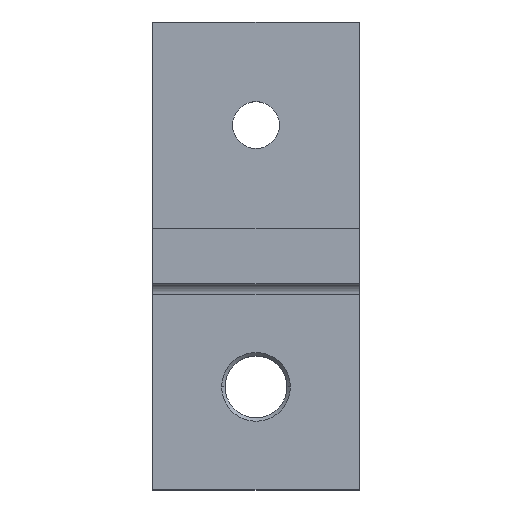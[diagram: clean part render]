
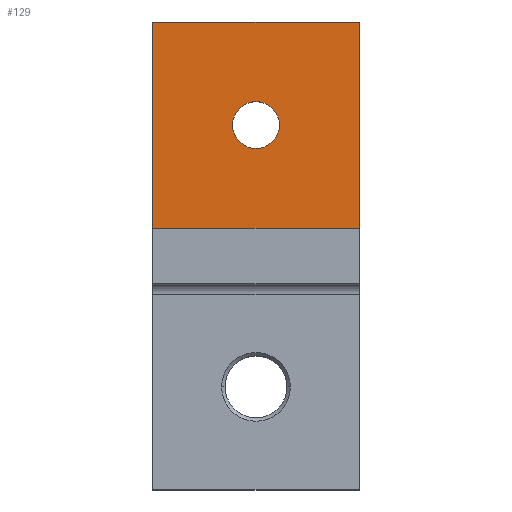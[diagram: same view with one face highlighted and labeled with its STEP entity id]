
A CAD part, top view. The second image highlights one B-rep face of the part: STEP entity #129.
In plain terms, the highlighted planar face has unit normal (0, 0, 1).
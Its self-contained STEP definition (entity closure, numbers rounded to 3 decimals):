
#74 = VERTEX_POINT ( 'NONE', #624 ) ;
#101 = CARTESIAN_POINT ( 'NONE',  ( -3.4, 38., 50.101 ) ) ;
#104 = DIRECTION ( 'NONE',  ( 1., 0., 0. ) ) ;
#117 = CARTESIAN_POINT ( 'NONE',  ( -15., 53., 50.101 ) ) ;
#129 = ADVANCED_FACE ( 'NONE', ( #1055, #1071 ), #1395, .F. ) ;
#130 = VECTOR ( 'NONE', #135, 1000. ) ;
#135 = DIRECTION ( 'NONE',  ( 0., 1., 0. ) ) ;
#173 = CARTESIAN_POINT ( 'NONE',  ( -15., 23., 50.101 ) ) ;
#204 = DIRECTION ( 'NONE',  ( 1., 0., 0. ) ) ;
#207 = DIRECTION ( 'NONE',  ( 0., 0., -1. ) ) ;
#208 = CARTESIAN_POINT ( 'NONE',  ( 0., 38., 50.101 ) ) ;
#243 = CIRCLE ( 'NONE', #1400, 3.4 ) ;
#266 = CARTESIAN_POINT ( 'NONE',  ( 15., 23., 50.101 ) ) ;
#274 = LINE ( 'NONE', #266, #1083 ) ;
#322 = CARTESIAN_POINT ( 'NONE',  ( 3.4, 38., 50.101 ) ) ;
#323 = EDGE_LOOP ( 'NONE', ( #1197, #326 ) ) ;
#326 = ORIENTED_EDGE ( 'NONE', *, *, #1393, .T. ) ;
#333 = DIRECTION ( 'NONE',  ( 0., -1., 0. ) ) ;
#378 = EDGE_CURVE ( 'NONE', #547, #593, #617, .T. ) ;
#521 = CARTESIAN_POINT ( 'NONE',  ( 0., 38., 50.101 ) ) ;
#547 = VERTEX_POINT ( 'NONE', #322 ) ;
#559 = AXIS2_PLACEMENT_3D ( 'NONE', #1332, #1496, #776 ) ;
#593 = VERTEX_POINT ( 'NONE', #101 ) ;
#613 = VECTOR ( 'NONE', #1460, 1000. ) ;
#617 = CIRCLE ( 'NONE', #768, 3.4 ) ;
#624 = CARTESIAN_POINT ( 'NONE',  ( -15., 23., 50.101 ) ) ;
#632 = DIRECTION ( 'NONE',  ( 1., 0., 0. ) ) ;
#649 = ORIENTED_EDGE ( 'NONE', *, *, #1456, .F. ) ;
#722 = VERTEX_POINT ( 'NONE', #1501 ) ;
#747 = ORIENTED_EDGE ( 'NONE', *, *, #806, .F. ) ;
#763 = VERTEX_POINT ( 'NONE', #1311 ) ;
#768 = AXIS2_PLACEMENT_3D ( 'NONE', #521, #1256, #632 ) ;
#776 = DIRECTION ( 'NONE',  ( -1., 0., 0. ) ) ;
#782 = VERTEX_POINT ( 'NONE', #1209 ) ;
#795 = ORIENTED_EDGE ( 'NONE', *, *, #1513, .F. ) ;
#806 = EDGE_CURVE ( 'NONE', #722, #74, #841, .T. ) ;
#841 = LINE ( 'NONE', #1415, #613 ) ;
#1003 = LINE ( 'NONE', #173, #130 ) ;
#1055 = FACE_OUTER_BOUND ( 'NONE', #1446, .T. ) ;
#1071 = FACE_BOUND ( 'NONE', #323, .T. ) ;
#1083 = VECTOR ( 'NONE', #333, 1000. ) ;
#1197 = ORIENTED_EDGE ( 'NONE', *, *, #378, .T. ) ;
#1209 = CARTESIAN_POINT ( 'NONE',  ( 15., 53., 50.101 ) ) ;
#1256 = DIRECTION ( 'NONE',  ( 0., 0., -1. ) ) ;
#1268 = ORIENTED_EDGE ( 'NONE', *, *, #1359, .F. ) ;
#1311 = CARTESIAN_POINT ( 'NONE',  ( -15., 53., 50.101 ) ) ;
#1332 = CARTESIAN_POINT ( 'NONE',  ( -15., 53., 50.101 ) ) ;
#1359 = EDGE_CURVE ( 'NONE', #782, #722, #274, .T. ) ;
#1393 = EDGE_CURVE ( 'NONE', #593, #547, #243, .T. ) ;
#1395 = PLANE ( 'NONE',  #559 ) ;
#1400 = AXIS2_PLACEMENT_3D ( 'NONE', #208, #207, #204 ) ;
#1401 = LINE ( 'NONE', #117, #1480 ) ;
#1415 = CARTESIAN_POINT ( 'NONE',  ( -15., 23., 50.101 ) ) ;
#1446 = EDGE_LOOP ( 'NONE', ( #747, #1268, #795, #649 ) ) ;
#1456 = EDGE_CURVE ( 'NONE', #74, #763, #1003, .T. ) ;
#1460 = DIRECTION ( 'NONE',  ( -1., 0., 0. ) ) ;
#1480 = VECTOR ( 'NONE', #104, 1000. ) ;
#1496 = DIRECTION ( 'NONE',  ( 0., 0., -1. ) ) ;
#1501 = CARTESIAN_POINT ( 'NONE',  ( 15., 23., 50.101 ) ) ;
#1513 = EDGE_CURVE ( 'NONE', #763, #782, #1401, .T. ) ;
